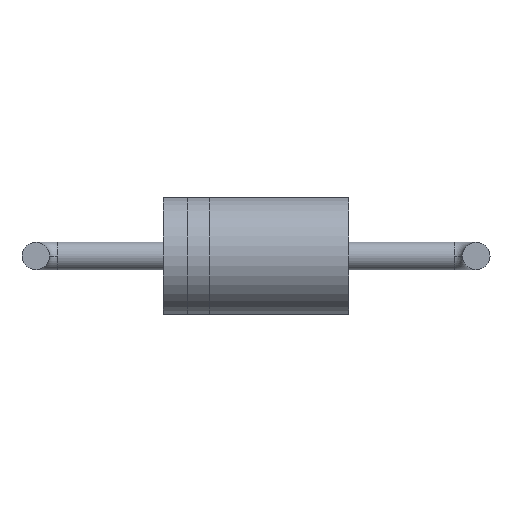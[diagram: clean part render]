
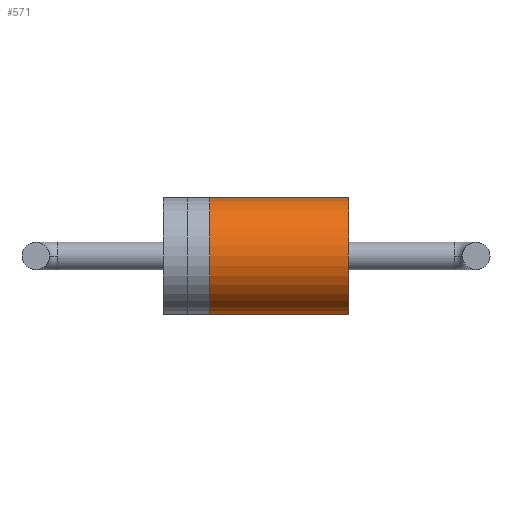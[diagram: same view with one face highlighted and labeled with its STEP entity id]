
A CAD part, front view. The second image highlights one B-rep face of the part: STEP entity #571.
In plain terms, the highlighted cylindrical face has radius 2.65 mm (diameter 5.3 mm), a partial arc.
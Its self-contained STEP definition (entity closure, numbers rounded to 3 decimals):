
#13 = CYLINDRICAL_SURFACE ( 'NONE', #896, 2.65 ) ;
#23 = VERTEX_POINT ( 'NONE', #674 ) ;
#32 = DIRECTION ( 'NONE',  ( 0., 0., 1. ) ) ;
#39 = CIRCLE ( 'NONE', #269, 2.65 ) ;
#111 = DIRECTION ( 'NONE',  ( -1., 0., 0. ) ) ;
#143 = CARTESIAN_POINT ( 'NONE',  ( -2.099, 2.65, 2.65 ) ) ;
#154 = DIRECTION ( 'NONE',  ( -1., 0., 0. ) ) ;
#165 = ORIENTED_EDGE ( 'NONE', *, *, #698, .T. ) ;
#185 = LINE ( 'NONE', #491, #675 ) ;
#223 = VERTEX_POINT ( 'NONE', #834 ) ;
#269 = AXIS2_PLACEMENT_3D ( 'NONE', #463, #471, #538 ) ;
#278 = DIRECTION ( 'NONE',  ( -1., 0., 0. ) ) ;
#348 = CARTESIAN_POINT ( 'NONE',  ( -6.201, 2.65, -2.65 ) ) ;
#433 = LINE ( 'NONE', #348, #702 ) ;
#445 = ORIENTED_EDGE ( 'NONE', *, *, #551, .F. ) ;
#459 = EDGE_LOOP ( 'NONE', ( #445, #165, #725, #964 ) ) ;
#460 = CIRCLE ( 'NONE', #587, 2.65 ) ;
#463 = CARTESIAN_POINT ( 'NONE',  ( -2.099, 2.65, 0. ) ) ;
#471 = DIRECTION ( 'NONE',  ( -1., 0., 0. ) ) ;
#491 = CARTESIAN_POINT ( 'NONE',  ( -6.201, 2.65, 2.65 ) ) ;
#538 = DIRECTION ( 'NONE',  ( 0., 0., 1. ) ) ;
#551 = EDGE_CURVE ( 'NONE', #223, #893, #433, .T. ) ;
#568 = VERTEX_POINT ( 'NONE', #143 ) ;
#571 = ADVANCED_FACE ( 'NONE', ( #758 ), #13, .T. ) ;
#587 = AXIS2_PLACEMENT_3D ( 'NONE', #784, #111, #32 ) ;
#612 = CARTESIAN_POINT ( 'NONE',  ( -6.201, 2.65, 0. ) ) ;
#674 = CARTESIAN_POINT ( 'NONE',  ( 4.2, 2.65, 2.65 ) ) ;
#675 = VECTOR ( 'NONE', #154, 1000. ) ;
#698 = EDGE_CURVE ( 'NONE', #223, #23, #460, .T. ) ;
#700 = DIRECTION ( 'NONE',  ( 0., 0., 1. ) ) ;
#702 = VECTOR ( 'NONE', #278, 1000. ) ;
#715 = EDGE_CURVE ( 'NONE', #23, #568, #185, .T. ) ;
#725 = ORIENTED_EDGE ( 'NONE', *, *, #715, .T. ) ;
#758 = FACE_OUTER_BOUND ( 'NONE', #459, .T. ) ;
#784 = CARTESIAN_POINT ( 'NONE',  ( 4.2, 2.65, 0. ) ) ;
#818 = DIRECTION ( 'NONE',  ( -1., 0., 0. ) ) ;
#834 = CARTESIAN_POINT ( 'NONE',  ( 4.2, 2.65, -2.65 ) ) ;
#835 = CARTESIAN_POINT ( 'NONE',  ( -2.099, 2.65, -2.65 ) ) ;
#871 = EDGE_CURVE ( 'NONE', #893, #568, #39, .T. ) ;
#893 = VERTEX_POINT ( 'NONE', #835 ) ;
#896 = AXIS2_PLACEMENT_3D ( 'NONE', #612, #818, #700 ) ;
#964 = ORIENTED_EDGE ( 'NONE', *, *, #871, .F. ) ;
